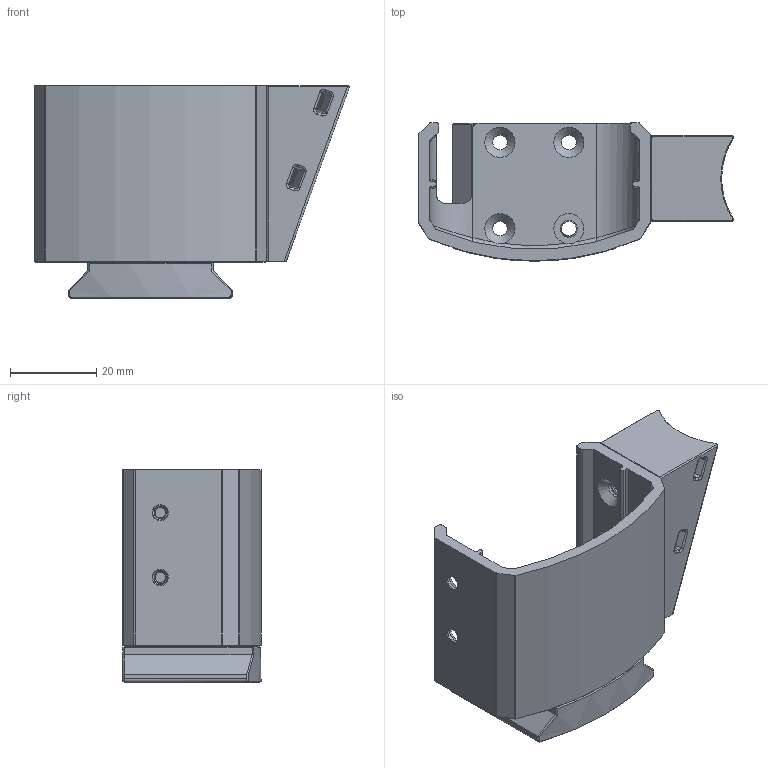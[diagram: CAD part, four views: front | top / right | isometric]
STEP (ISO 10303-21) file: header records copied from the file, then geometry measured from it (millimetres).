
FILE_DESCRIPTION(/* description */ ('','CAx-IF Rec.Pracs.---Representation and Presentation of Product Manufacturing Information (PMI)---4.0---2014-10-13'),/* implementation_level */ '2;1');
FILE_NAME(/* name */ 'kestrel_holder.step',/* time_stamp */ '2024-12-01T21:05:32+13:00',/* author */ (''),/* organization */ (''),/* preprocessor_version */ 'ST-DEVELOPER v20',/* originating_system */ 'Autodesk Translation Framework v13.20.0.188',/* authorisation */ '');
FILE_SCHEMA (('AP242_MANAGED_MODEL_BASED_3D_ENGINEERING_MIM_LF { 1 0 10303 442 1 1 4 }'));
Length unit declared in the file: millimetre
Products named in the file (1): kestrel_holder
Bounding box: 73.18 x 32.05 x 49.37 mm (x, y, z)
Volume: 32370.4 mm3; surface area: 18635.6 mm2
Topology: 3 solids, 3 shells, 267 faces, 653 edges, 391 vertices
Faces by surface type: plane 83, cylinder 80, bspline 43, cone 42, torus 19
Full cylindrical faces by diameter (mm): 2.8 x2, 3.4 x12, 4.7 x4
Entity records: 9170 total; most frequent: CARTESIAN_POINT 2981, ORIENTED_EDGE 1306, DIRECTION 1245, EDGE_CURVE 653, AXIS2_PLACEMENT_3D 467, VERTEX_POINT 391, LINE 311, VECTOR 311
